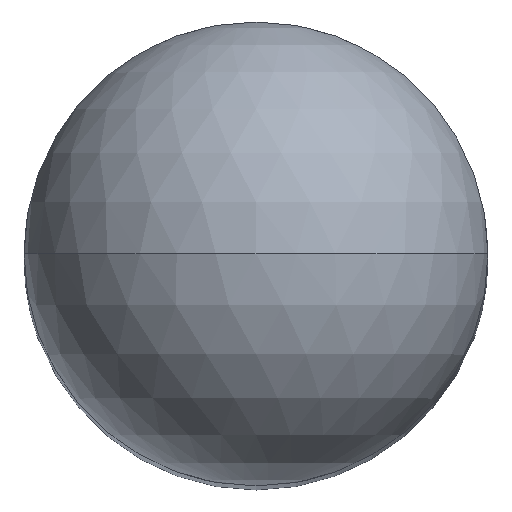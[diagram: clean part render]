
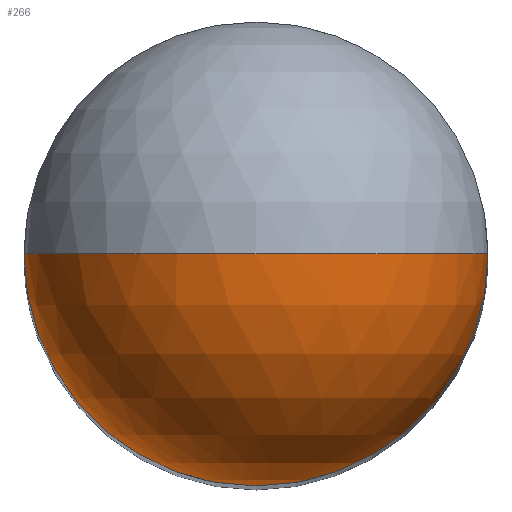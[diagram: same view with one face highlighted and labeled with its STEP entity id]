
A CAD part, top view. The second image highlights one B-rep face of the part: STEP entity #266.
In plain terms, the highlighted spherical face has radius 0.115 mm.
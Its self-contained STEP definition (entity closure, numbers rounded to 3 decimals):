
#22 = AXIS2_PLACEMENT_3D ( 'NONE', #160, #211, #286 ) ;
#33 = ORIENTED_EDGE ( 'NONE', *, *, #56, .F. ) ;
#54 = ORIENTED_EDGE ( 'NONE', *, *, #161, .T. ) ;
#56 = EDGE_CURVE ( 'NONE', #84, #145, #191, .T. ) ;
#82 = AXIS2_PLACEMENT_3D ( 'NONE', #229, #95, #140 ) ;
#83 = SPHERICAL_SURFACE ( 'NONE', #22, 0.115 ) ;
#84 = VERTEX_POINT ( 'NONE', #114 ) ;
#86 = EDGE_CURVE ( 'NONE', #145, #285, #296, .T. ) ;
#95 = DIRECTION ( 'NONE',  ( 0., -1., 0. ) ) ;
#104 = DIRECTION ( 'NONE',  ( 0., 0., -1. ) ) ;
#114 = CARTESIAN_POINT ( 'NONE',  ( 0.115, 0., -0.115 ) ) ;
#118 = CARTESIAN_POINT ( 'NONE',  ( -0.115, 0., -0.115 ) ) ;
#140 = DIRECTION ( 'NONE',  ( 0., 0., -1. ) ) ;
#145 = VERTEX_POINT ( 'NONE', #118 ) ;
#153 = DIRECTION ( 'NONE',  ( -1., 0., 0. ) ) ;
#160 = CARTESIAN_POINT ( 'NONE',  ( 0., 0., -0.115 ) ) ;
#161 = EDGE_CURVE ( 'NONE', #84, #285, #201, .T. ) ;
#191 = CIRCLE ( 'NONE', #242, 0.115 ) ;
#198 = CARTESIAN_POINT ( 'NONE',  ( 0., 0., -0.115 ) ) ;
#201 = CIRCLE ( 'NONE', #82, 0.115 ) ;
#210 = EDGE_LOOP ( 'NONE', ( #213, #33, #54 ) ) ;
#211 = DIRECTION ( 'NONE',  ( 0., 1., 0. ) ) ;
#213 = ORIENTED_EDGE ( 'NONE', *, *, #86, .F. ) ;
#229 = CARTESIAN_POINT ( 'NONE',  ( 0., 0., -0.115 ) ) ;
#238 = FACE_OUTER_BOUND ( 'NONE', #210, .T. ) ;
#242 = AXIS2_PLACEMENT_3D ( 'NONE', #289, #104, #292 ) ;
#263 = DIRECTION ( 'NONE',  ( 0., 1., 0. ) ) ;
#266 = ADVANCED_FACE ( 'NONE', ( #238 ), #83, .T. ) ;
#267 = CARTESIAN_POINT ( 'NONE',  ( 0., 0., 0. ) ) ;
#275 = AXIS2_PLACEMENT_3D ( 'NONE', #198, #263, #153 ) ;
#285 = VERTEX_POINT ( 'NONE', #267 ) ;
#286 = DIRECTION ( 'NONE',  ( 1., 0., 0. ) ) ;
#289 = CARTESIAN_POINT ( 'NONE',  ( 0., 0., -0.115 ) ) ;
#292 = DIRECTION ( 'NONE',  ( 1., 0., 0. ) ) ;
#296 = CIRCLE ( 'NONE', #275, 0.115 ) ;
